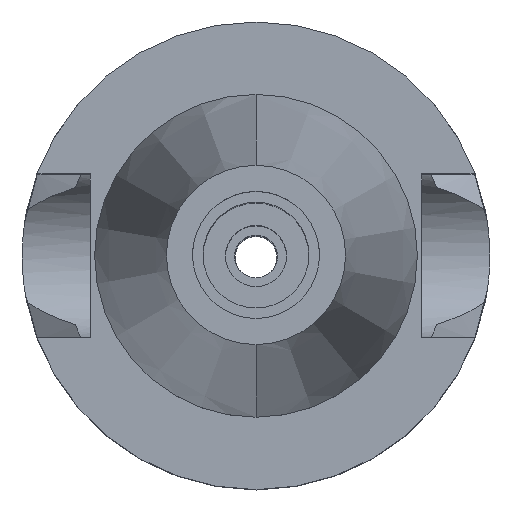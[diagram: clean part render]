
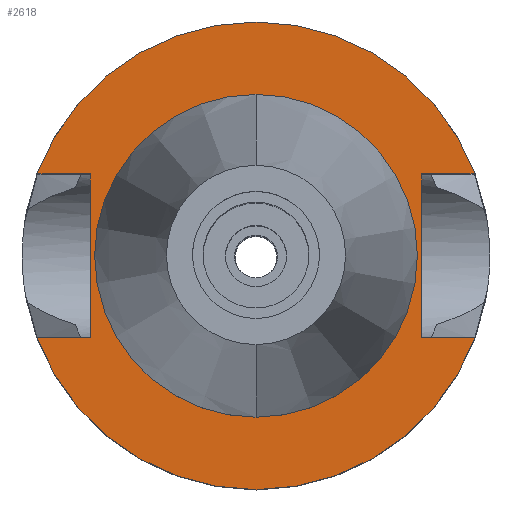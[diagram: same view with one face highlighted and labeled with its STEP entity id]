
A CAD part, top view. The second image highlights one B-rep face of the part: STEP entity #2618.
In plain terms, the highlighted planar face has unit normal (0, 0, 1).
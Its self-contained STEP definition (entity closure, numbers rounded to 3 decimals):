
#28 = VECTOR ( 'NONE', #1097, 1000. ) ;
#69 = LINE ( 'NONE', #524, #1739 ) ;
#78 = ORIENTED_EDGE ( 'NONE', *, *, #2453, .T. ) ;
#152 = CARTESIAN_POINT ( 'NONE',  ( -16.3, -8.05, -1. ) ) ;
#192 = ORIENTED_EDGE ( 'NONE', *, *, #1582, .F. ) ;
#263 = CARTESIAN_POINT ( 'NONE',  ( 0., 0., -1. ) ) ;
#269 = DIRECTION ( 'NONE',  ( 0., -1., 0. ) ) ;
#369 = VERTEX_POINT ( 'NONE', #1563 ) ;
#398 = DIRECTION ( 'NONE',  ( 0., -1., 0. ) ) ;
#508 = DIRECTION ( 'NONE',  ( 0., -1., 0. ) ) ;
#524 = CARTESIAN_POINT ( 'NONE',  ( -16.3, 8.05, -1. ) ) ;
#528 = VERTEX_POINT ( 'NONE', #2092 ) ;
#546 = DIRECTION ( 'NONE',  ( 0., -1., 0. ) ) ;
#582 = VERTEX_POINT ( 'NONE', #1696 ) ;
#626 = PLANE ( 'NONE',  #2549 ) ;
#722 = DIRECTION ( 'NONE',  ( 0., 0., -1. ) ) ;
#735 = CIRCLE ( 'NONE', #1796, 15.875 ) ;
#771 = DIRECTION ( 'NONE',  ( 0., 0., 1. ) ) ;
#773 = EDGE_CURVE ( 'NONE', #2203, #582, #1630, .T. ) ;
#796 = EDGE_CURVE ( 'NONE', #528, #2203, #2542, .T. ) ;
#803 = VECTOR ( 'NONE', #2506, 1000. ) ;
#922 = CARTESIAN_POINT ( 'NONE',  ( 0., 15.875, -1. ) ) ;
#955 = CARTESIAN_POINT ( 'NONE',  ( -21.545, 8.05, -1. ) ) ;
#991 = DIRECTION ( 'NONE',  ( 0., 0., -1. ) ) ;
#1040 = VECTOR ( 'NONE', #269, 1000. ) ;
#1070 = LINE ( 'NONE', #2652, #2171 ) ;
#1071 = EDGE_CURVE ( 'NONE', #2412, #2632, #1292, .T. ) ;
#1097 = DIRECTION ( 'NONE',  ( 0., 1., 0. ) ) ;
#1152 = EDGE_CURVE ( 'NONE', #2412, #369, #2448, .T. ) ;
#1165 = AXIS2_PLACEMENT_3D ( 'NONE', #263, #991, #1906 ) ;
#1166 = CARTESIAN_POINT ( 'NONE',  ( -16.3, -8.05, -1. ) ) ;
#1198 = ORIENTED_EDGE ( 'NONE', *, *, #773, .F. ) ;
#1208 = CARTESIAN_POINT ( 'NONE',  ( 0., 0., -1. ) ) ;
#1270 = CARTESIAN_POINT ( 'NONE',  ( 0., -15.875, -1. ) ) ;
#1292 = LINE ( 'NONE', #2214, #2606 ) ;
#1310 = ORIENTED_EDGE ( 'NONE', *, *, #2029, .F. ) ;
#1379 = ORIENTED_EDGE ( 'NONE', *, *, #1071, .T. ) ;
#1380 = CARTESIAN_POINT ( 'NONE',  ( -21.545, -8.05, -1. ) ) ;
#1410 = CIRCLE ( 'NONE', #1165, 23. ) ;
#1433 = EDGE_CURVE ( 'NONE', #369, #1917, #69, .T. ) ;
#1508 = EDGE_CURVE ( 'NONE', #582, #2632, #2424, .T. ) ;
#1537 = CARTESIAN_POINT ( 'NONE',  ( 0., 0., -1. ) ) ;
#1540 = DIRECTION ( 'NONE',  ( -1., 0., 0. ) ) ;
#1563 = CARTESIAN_POINT ( 'NONE',  ( -16.3, 8.05, -1. ) ) ;
#1582 = EDGE_CURVE ( 'NONE', #2782, #2587, #735, .T. ) ;
#1630 = LINE ( 'NONE', #2001, #803 ) ;
#1696 = CARTESIAN_POINT ( 'NONE',  ( 21.545, -8.05, -1. ) ) ;
#1739 = VECTOR ( 'NONE', #1879, 1000. ) ;
#1763 = CARTESIAN_POINT ( 'NONE',  ( 16.3, -8.05, -1. ) ) ;
#1766 = FACE_OUTER_BOUND ( 'NONE', #2226, .T. ) ;
#1783 = ORIENTED_EDGE ( 'NONE', *, *, #1433, .F. ) ;
#1796 = AXIS2_PLACEMENT_3D ( 'NONE', #2096, #771, #2381 ) ;
#1841 = CARTESIAN_POINT ( 'NONE',  ( 16.3, 8.05, -1. ) ) ;
#1879 = DIRECTION ( 'NONE',  ( -1., 0., 0. ) ) ;
#1906 = DIRECTION ( 'NONE',  ( 0., 1., 0. ) ) ;
#1917 = VERTEX_POINT ( 'NONE', #955 ) ;
#1985 = ORIENTED_EDGE ( 'NONE', *, *, #1508, .F. ) ;
#2001 = CARTESIAN_POINT ( 'NONE',  ( 16.3, -8.05, -1. ) ) ;
#2025 = EDGE_CURVE ( 'NONE', #1917, #2881, #1410, .T. ) ;
#2029 = EDGE_CURVE ( 'NONE', #2587, #2782, #2184, .T. ) ;
#2036 = AXIS2_PLACEMENT_3D ( 'NONE', #1208, #722, #508 ) ;
#2092 = CARTESIAN_POINT ( 'NONE',  ( 16.3, 8.05, -1. ) ) ;
#2096 = CARTESIAN_POINT ( 'NONE',  ( 0., 0., -1. ) ) ;
#2138 = ORIENTED_EDGE ( 'NONE', *, *, #2025, .F. ) ;
#2171 = VECTOR ( 'NONE', #2210, 1000. ) ;
#2184 = CIRCLE ( 'NONE', #2426, 15.875 ) ;
#2188 = ORIENTED_EDGE ( 'NONE', *, *, #1152, .F. ) ;
#2203 = VERTEX_POINT ( 'NONE', #1763 ) ;
#2210 = DIRECTION ( 'NONE',  ( 1., 0., 0. ) ) ;
#2214 = CARTESIAN_POINT ( 'NONE',  ( -16.3, -8.05, -1. ) ) ;
#2226 = EDGE_LOOP ( 'NONE', ( #1379, #1985, #1198, #2690, #78, #2138, #1783, #2188 ) ) ;
#2381 = DIRECTION ( 'NONE',  ( 0., 1., 0. ) ) ;
#2412 = VERTEX_POINT ( 'NONE', #1166 ) ;
#2424 = CIRCLE ( 'NONE', #2036, 23. ) ;
#2425 = CARTESIAN_POINT ( 'NONE',  ( 21.545, 8.05, -1. ) ) ;
#2426 = AXIS2_PLACEMENT_3D ( 'NONE', #2772, #2589, #546 ) ;
#2448 = LINE ( 'NONE', #152, #28 ) ;
#2453 = EDGE_CURVE ( 'NONE', #528, #2881, #1070, .T. ) ;
#2459 = DIRECTION ( 'NONE',  ( 0., 0., -1. ) ) ;
#2506 = DIRECTION ( 'NONE',  ( 1., 0., 0. ) ) ;
#2542 = LINE ( 'NONE', #1841, #1040 ) ;
#2549 = AXIS2_PLACEMENT_3D ( 'NONE', #1537, #2459, #398 ) ;
#2570 = EDGE_LOOP ( 'NONE', ( #192, #1310 ) ) ;
#2587 = VERTEX_POINT ( 'NONE', #1270 ) ;
#2589 = DIRECTION ( 'NONE',  ( 0., 0., 1. ) ) ;
#2606 = VECTOR ( 'NONE', #1540, 1000. ) ;
#2618 = ADVANCED_FACE ( 'NONE', ( #1766, #2667 ), #626, .F. ) ;
#2632 = VERTEX_POINT ( 'NONE', #1380 ) ;
#2652 = CARTESIAN_POINT ( 'NONE',  ( 16.3, 8.05, -1. ) ) ;
#2667 = FACE_BOUND ( 'NONE', #2570, .T. ) ;
#2690 = ORIENTED_EDGE ( 'NONE', *, *, #796, .F. ) ;
#2772 = CARTESIAN_POINT ( 'NONE',  ( 0., 0., -1. ) ) ;
#2782 = VERTEX_POINT ( 'NONE', #922 ) ;
#2881 = VERTEX_POINT ( 'NONE', #2425 ) ;
